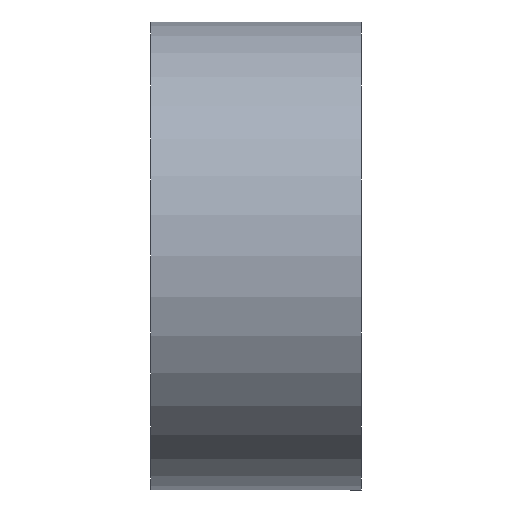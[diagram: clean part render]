
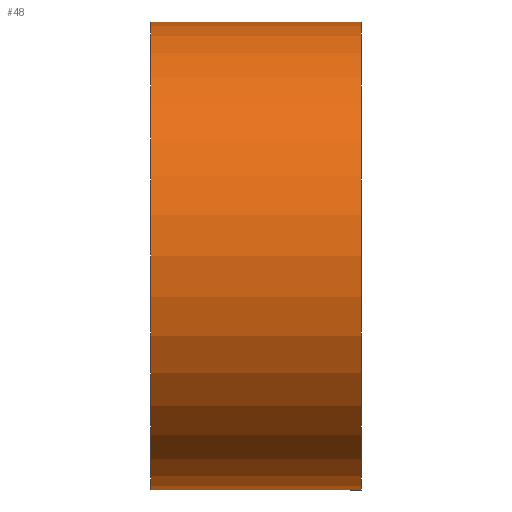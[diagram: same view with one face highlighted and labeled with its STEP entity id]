
A CAD part, front view. The second image highlights one B-rep face of the part: STEP entity #48.
In plain terms, the highlighted cylindrical face has radius 6.35 mm (diameter 12.7 mm), a partial arc.
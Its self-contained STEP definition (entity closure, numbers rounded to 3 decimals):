
#1 = EDGE_CURVE ( 'NONE', #21, #98, #13, .T. ) ;
#3 = CIRCLE ( 'NONE', #191, 6.35 ) ;
#5 = ORIENTED_EDGE ( 'NONE', *, *, #14, .T. ) ;
#13 = CIRCLE ( 'NONE', #140, 6.35 ) ;
#14 = EDGE_CURVE ( 'NONE', #43, #156, #141, .T. ) ;
#18 = CIRCLE ( 'NONE', #52, 6.35 ) ;
#21 = VERTEX_POINT ( 'NONE', #57 ) ;
#25 = VECTOR ( 'NONE', #151, 1000. ) ;
#28 = CARTESIAN_POINT ( 'NONE',  ( 45.195, 26.089, 0. ) ) ;
#31 = CARTESIAN_POINT ( 'NONE',  ( 45.195, 26.089, 0. ) ) ;
#34 = CYLINDRICAL_SURFACE ( 'NONE', #153, 6.35 ) ;
#39 = CARTESIAN_POINT ( 'NONE',  ( 45.195, 19.739, 0. ) ) ;
#40 = CARTESIAN_POINT ( 'NONE',  ( 50.895, 26.089, 6.35 ) ) ;
#43 = VERTEX_POINT ( 'NONE', #40 ) ;
#44 = DIRECTION ( 'NONE',  ( -1., 0., 0. ) ) ;
#48 = ADVANCED_FACE ( 'NONE', ( #51 ), #34, .T. ) ;
#51 = FACE_OUTER_BOUND ( 'NONE', #120, .T. ) ;
#52 = AXIS2_PLACEMENT_3D ( 'NONE', #172, #44, #229 ) ;
#56 = ORIENTED_EDGE ( 'NONE', *, *, #214, .T. ) ;
#57 = CARTESIAN_POINT ( 'NONE',  ( 50.895, 26.089, -6.35 ) ) ;
#59 = CARTESIAN_POINT ( 'NONE',  ( 50.895, 19.739, 0. ) ) ;
#60 = EDGE_CURVE ( 'NONE', #133, #156, #175, .T. ) ;
#71 = LINE ( 'NONE', #168, #25 ) ;
#72 = AXIS2_PLACEMENT_3D ( 'NONE', #28, #204, #96 ) ;
#74 = DIRECTION ( 'NONE',  ( 0., 0., 1. ) ) ;
#77 = DIRECTION ( 'NONE',  ( 0., 0., 1. ) ) ;
#90 = CARTESIAN_POINT ( 'NONE',  ( 50.895, 26.089, 0. ) ) ;
#91 = VERTEX_POINT ( 'NONE', #218 ) ;
#96 = DIRECTION ( 'NONE',  ( 0., 0., 1. ) ) ;
#98 = VERTEX_POINT ( 'NONE', #59 ) ;
#102 = DIRECTION ( 'NONE',  ( 0., 0., 1. ) ) ;
#120 = EDGE_LOOP ( 'NONE', ( #232, #159, #56, #5, #177, #221 ) ) ;
#133 = VERTEX_POINT ( 'NONE', #39 ) ;
#139 = DIRECTION ( 'NONE',  ( -1., 0., 0. ) ) ;
#140 = AXIS2_PLACEMENT_3D ( 'NONE', #90, #139, #74 ) ;
#141 = LINE ( 'NONE', #199, #178 ) ;
#151 = DIRECTION ( 'NONE',  ( -1., 0., 0. ) ) ;
#152 = CARTESIAN_POINT ( 'NONE',  ( 45.195, 26.089, 6.35 ) ) ;
#153 = AXIS2_PLACEMENT_3D ( 'NONE', #165, #167, #77 ) ;
#155 = DIRECTION ( 'NONE',  ( -1., 0., 0. ) ) ;
#156 = VERTEX_POINT ( 'NONE', #152 ) ;
#157 = EDGE_CURVE ( 'NONE', #91, #133, #3, .T. ) ;
#159 = ORIENTED_EDGE ( 'NONE', *, *, #1, .T. ) ;
#165 = CARTESIAN_POINT ( 'NONE',  ( 42.45, 26.089, 0. ) ) ;
#167 = DIRECTION ( 'NONE',  ( -1., 0., 0. ) ) ;
#168 = CARTESIAN_POINT ( 'NONE',  ( 42.45, 26.089, -6.35 ) ) ;
#172 = CARTESIAN_POINT ( 'NONE',  ( 50.895, 26.089, 0. ) ) ;
#175 = CIRCLE ( 'NONE', #72, 6.35 ) ;
#177 = ORIENTED_EDGE ( 'NONE', *, *, #60, .F. ) ;
#178 = VECTOR ( 'NONE', #179, 1000. ) ;
#179 = DIRECTION ( 'NONE',  ( -1., 0., 0. ) ) ;
#191 = AXIS2_PLACEMENT_3D ( 'NONE', #31, #155, #102 ) ;
#199 = CARTESIAN_POINT ( 'NONE',  ( 42.45, 26.089, 6.35 ) ) ;
#203 = EDGE_CURVE ( 'NONE', #21, #91, #71, .T. ) ;
#204 = DIRECTION ( 'NONE',  ( -1., 0., 0. ) ) ;
#214 = EDGE_CURVE ( 'NONE', #98, #43, #18, .T. ) ;
#218 = CARTESIAN_POINT ( 'NONE',  ( 45.195, 26.089, -6.35 ) ) ;
#221 = ORIENTED_EDGE ( 'NONE', *, *, #157, .F. ) ;
#229 = DIRECTION ( 'NONE',  ( 0., 0., 1. ) ) ;
#232 = ORIENTED_EDGE ( 'NONE', *, *, #203, .F. ) ;
